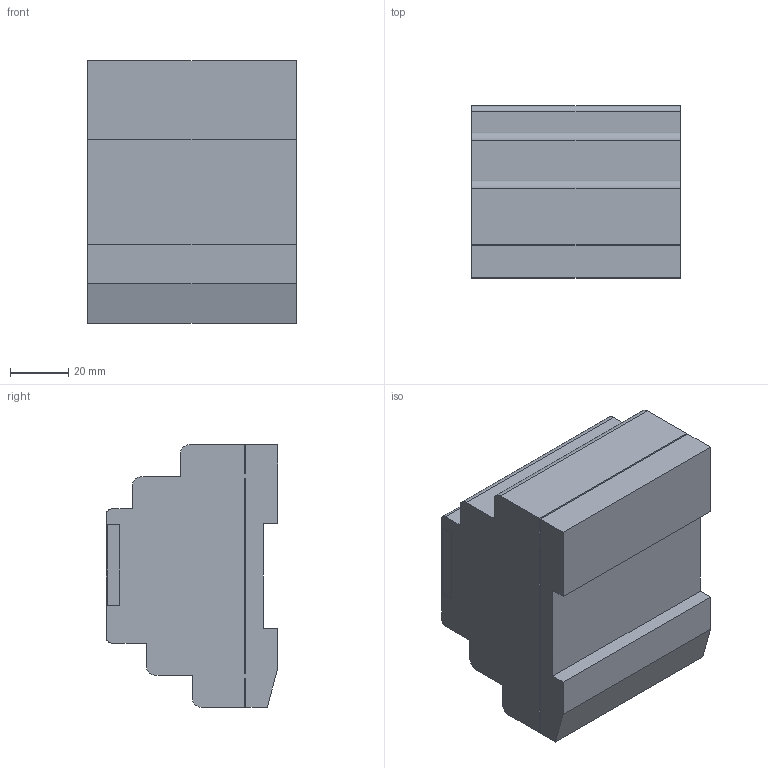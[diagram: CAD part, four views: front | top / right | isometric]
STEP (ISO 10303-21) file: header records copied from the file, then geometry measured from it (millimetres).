
FILE_DESCRIPTION (( 'STEP AP214' ), '1' );
FILE_NAME ('PLR-S-EMD-0808_Ëîãè÷åñêîå ðåëå PLR-S. 8DI_8DO ñåðèè ONI.STEP', '2019-02-28T13:17:33', ( '' ), ( '' ), 'SwSTEP 2.0', 'SolidWorks 2014', '' );
FILE_SCHEMA (( 'AUTOMOTIVE_DESIGN' ));
Length unit declared in the file: millimetre
Products named in the file (2): PLR-S-EMD-0808_Ëîãè÷åñêîå ðåëå PLR-S. 8DI_8DO ñåðèè ONI
Bounding box: 71.5 x 59 x 90 mm (x, y, z)
Volume: 296979.5 mm3; surface area: 45343.9 mm2
Topology: 1 solids, 1 shells, 159 faces, 357 edges, 238 vertices
Faces by surface type: plane 85, cylinder 74
Entity records: 6281 total; most frequent: DIRECTION 827, CARTESIAN_POINT 756, ORIENTED_EDGE 714, EDGE_CURVE 357, AXIS2_PLACEMENT_3D 309, VERTEX_POINT 238, VECTOR 209, LINE 209
